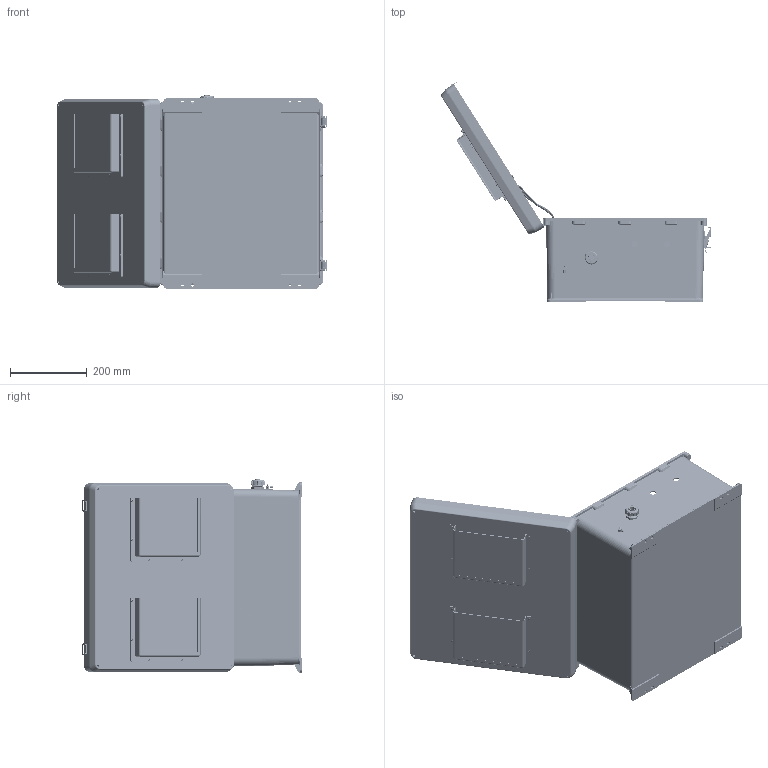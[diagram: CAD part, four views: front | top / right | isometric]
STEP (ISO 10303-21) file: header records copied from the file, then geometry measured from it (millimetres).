
FILE_DESCRIPTION (( 'STEP AP214' ), '1' );
FILE_NAME ('NB181608-10FSX_3D.step', '2025-10-06T15:08:24', ( '' ), ( '' ), 'SwSTEP 2.0', 'SolidWorks 2025', '' );
FILE_SCHEMA (( 'AUTOMOTIVE_DESIGN' ));
Length unit declared in the file: inch
Products named in the file (28): XCTB-0002; NB181608-Lid-Vented; 10-32 NEMA PLATE SCREW; NB181608-10FSX_3D; XC-0003; XFW-0002; XFS-0026; XFN-0013; XCT-0005; NB181608-Box; XCT-0011; XFN-0003; XM220-01-UL; XMH-0010; XCT-0010; XF797-02; FanWires-18; Fan Screen-120x120 ALUM; XMH-0002; XFS-0017; NB181608-DoorClasp-1; XFR-0005; XFN-0002; XF685-01; XMH-0007; NEMA 18 GroundWire; NB181608-DoorClasp-2; NB181608-Hinge
Assembly tree (68 placements, depth 2):
  NB181608-10FSX_3D
    NB181608-Box
    NB181608-Hinge  x2
    NB181608-Lid-Vented
    NB181608-DoorClasp-1  x2
    NB181608-DoorClasp-2  x2
    XF685-01
    XMH-0007  x4
    XCTB-0002
    10-32 NEMA PLATE SCREW  x4
    XFN-0013  x2
    XMH-0010  x2
    XF797-02
    XFS-0017  x9
    XCT-0011
    XCT-0010
    NEMA 18 GroundWire
    XFN-0003  x2
    XCT-0005
    XFW-0002
    XFS-0026
    XC-0003
    XM220-01-UL  x2
    XFN-0002  x8
    Fan Screen-120x120 ALUM  x2
    XMH-0002  x2
    FanWires-18
    XFR-0005  x12
Bounding box: 703.32 x 571.16 x 502.84 mm (x, y, z)
Volume: 4119455.8 mm3; surface area: 2571466.2 mm2
Topology: 75 solids, 76 shells, 7500 faces, 19392 edges, 12104 vertices
Faces by surface type: cylinder 3124, plane 2261, cone 1443, torus 414, bspline 238, sphere 20
Entity records: 164017 total; most frequent: CARTESIAN_POINT 60204, ORIENTED_EDGE 21778, DIRECTION 20956, EDGE_CURVE 10889, AXIS2_PLACEMENT_3D 7848, VERTEX_POINT 6856, VECTOR 5260, LINE 5260
